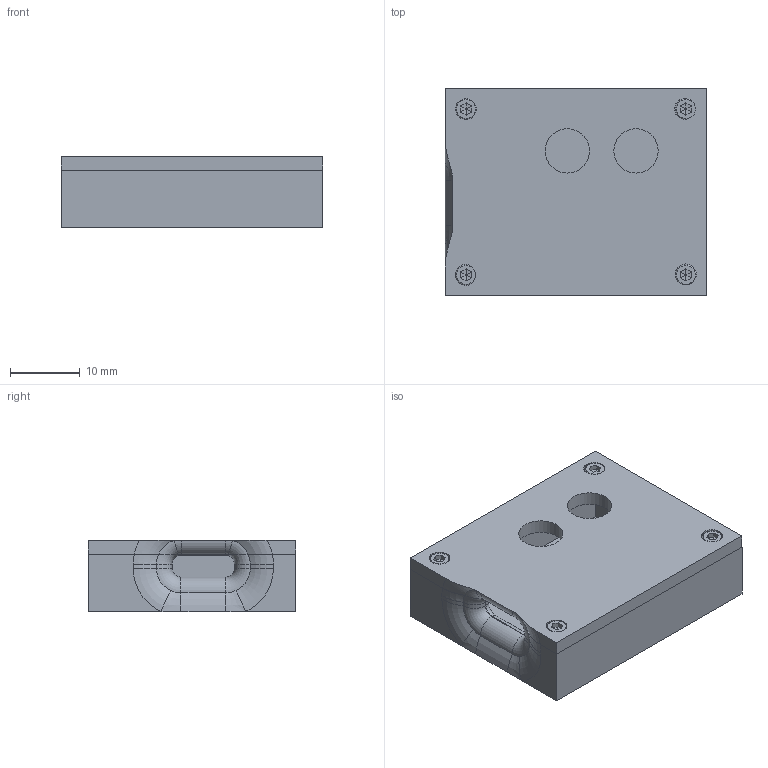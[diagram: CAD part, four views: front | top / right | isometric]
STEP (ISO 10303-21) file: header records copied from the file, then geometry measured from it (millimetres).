
FILE_DESCRIPTION(/* description */ (''),/* implementation_level */ '2;1');
FILE_NAME(/* name */ 'noaa_enclosure.step',/* time_stamp */ '2025-06-11T21:35:50-04:00',/* author */ (''),/* organization */ (''),/* preprocessor_version */ 'ST-DEVELOPER v20.1',/* originating_system */ 'Autodesk Translation Framework v14.10.0.0',/* authorisation */ '');
FILE_SCHEMA (('AUTOMOTIVE_DESIGN { 1 0 10303 214 3 1 1 }'));
Length unit declared in the file: millimetre
Products named in the file (4): Enclosure; Top; Bottom; DIN 912 - M1.6 x 0.35 x 8 Steel 4.6 Plain
Assembly tree (6 placements, depth 2):
  Enclosure
    Top
    Bottom
    DIN 912 - M1.6 x 0.35 x 8 Steel 4.6 Plain  x4
Bounding box: 37.5 x 29.76 x 10.2 mm (x, y, z)
Volume: 8049.7 mm3; surface area: 6642.6 mm2
Topology: 6 solids, 6 shells, 161 faces, 335 edges, 201 vertices
Faces by surface type: plane 91, cylinder 38, torus 21, bspline 6, cone 5
Full cylindrical faces by diameter (mm): 1.221 x3, 1.5 x3, 1.538 x5, 3 x7, 6.35 x2
Entity records: 3294 total; most frequent: CARTESIAN_POINT 774, DIRECTION 523, ORIENTED_EDGE 466, EDGE_CURVE 233, AXIS2_PLACEMENT_3D 203, VERTEX_POINT 144, EDGE_LOOP 127, LINE 117
